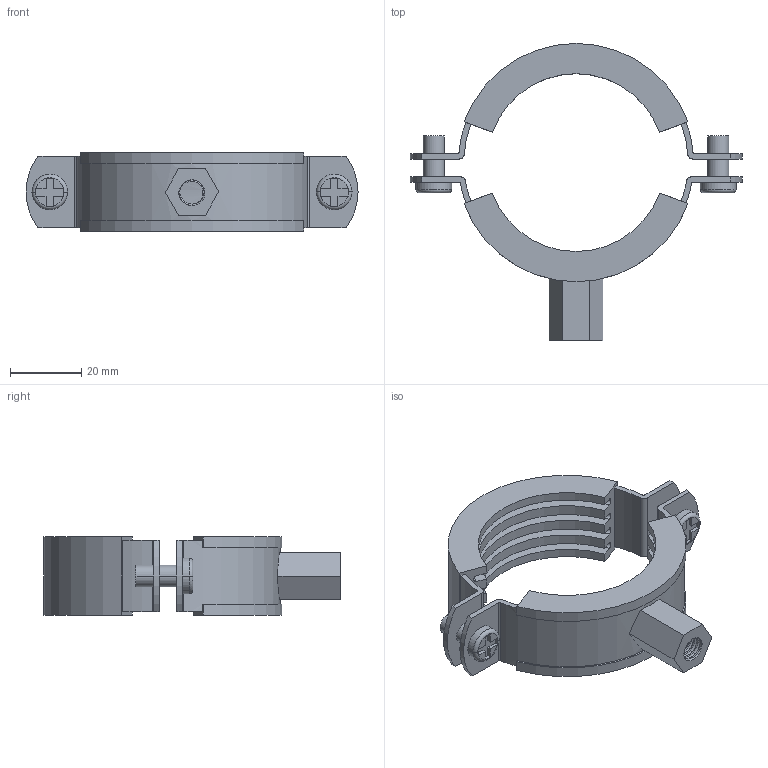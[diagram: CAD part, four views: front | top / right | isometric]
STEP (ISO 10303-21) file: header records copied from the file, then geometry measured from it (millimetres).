
FILE_DESCRIPTION (( 'STEP AP214' ), '1' );
FILE_NAME ('Rohrschelle_FSR Plus_Fischer.STEP', '2015-09-09T14:08:46', ( '' ), ( '' ), 'SwSTEP 2.0', 'SolidWorks 2015', '' );
FILE_SCHEMA (( 'AUTOMOTIVE_DESIGN' ));
Length unit declared in the file: millimetre
Products named in the file (1): Rohrschelle_FSR Plus_Fischer
Bounding box: 93.34 x 83.5 x 22 mm (x, y, z)
Volume: 27397.9 mm3; surface area: 19208.1 mm2
Topology: 6 solids, 6 shells, 201 faces, 539 edges, 358 vertices
Faces by surface type: plane 92, cylinder 84, torus 20, bspline 5
Entity records: 15766 total; most frequent: CARTESIAN_POINT 10534, ORIENTED_EDGE 1078, DIRECTION 1015, EDGE_CURVE 539, AXIS2_PLACEMENT_3D 374, VERTEX_POINT 358, LINE 267, VECTOR 267
